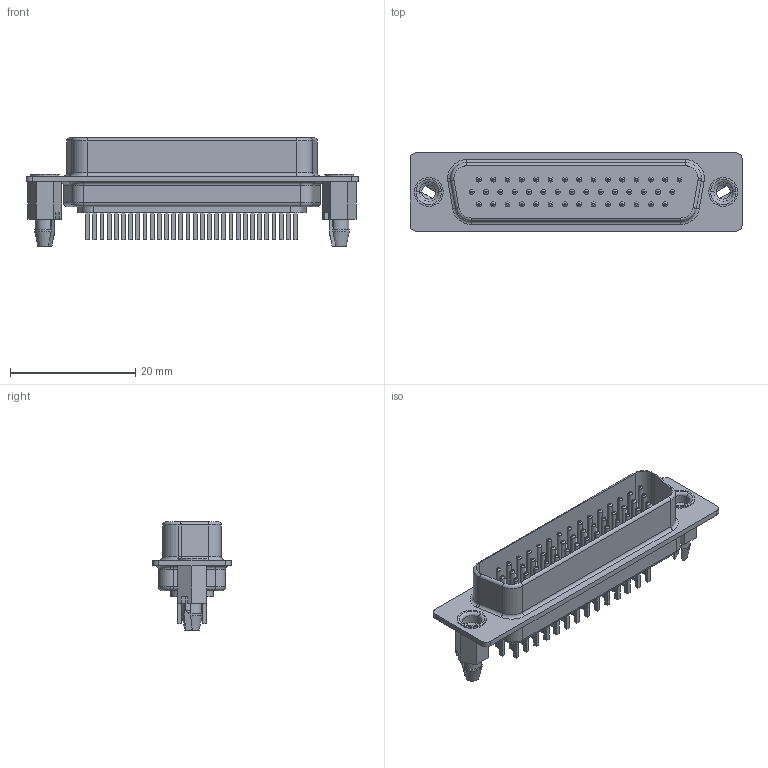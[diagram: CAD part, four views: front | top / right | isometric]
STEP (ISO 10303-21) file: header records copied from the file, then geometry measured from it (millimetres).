
FILE_DESCRIPTION (( 'STEP AP214' ), '1' );
FILE_NAME ('K86X-BD-44P-BR_rA1.STEP', '2012-08-20T16:10:40', ( 'Daniel' ), ( 'Microsoft' ), 'SwSTEP 2.0', 'SolidWorks 2012', '' );
FILE_SCHEMA (( 'AUTOMOTIVE_DESIGN' ));
Length unit declared in the file: millimetre
Products named in the file (1): K86X-BD-44P-BR_rA1
Bounding box: 53.04 x 12.55 x 17.3 mm (x, y, z)
Volume: 3173.2 mm3; surface area: 4328.2 mm2
Topology: 1 solids, 1 shells, 601 faces, 1375 edges, 869 vertices
Faces by surface type: plane 323, cylinder 152, torus 112, cone 14
Entity records: 19525 total; most frequent: DIRECTION 3088, CARTESIAN_POINT 2928, ORIENTED_EDGE 2750, EDGE_CURVE 1375, AXIS2_PLACEMENT_3D 1125, VERTEX_POINT 869, LINE 838, VECTOR 838
